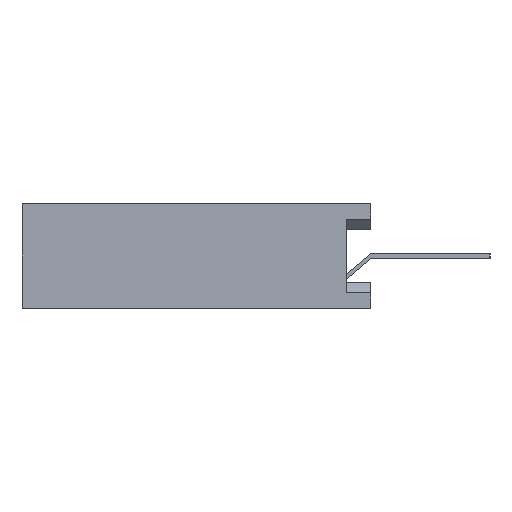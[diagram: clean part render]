
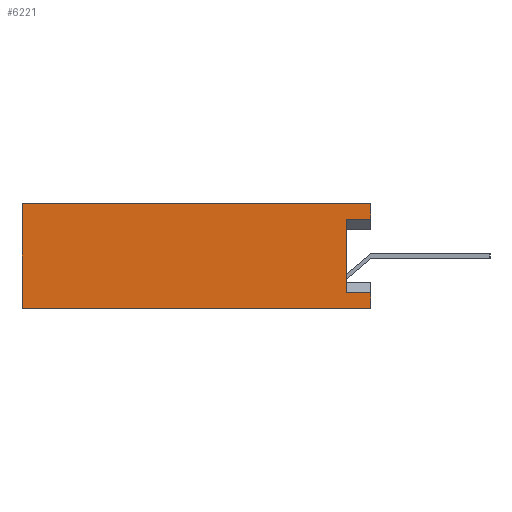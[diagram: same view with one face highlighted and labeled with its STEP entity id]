
A CAD part, left-side view. The second image highlights one B-rep face of the part: STEP entity #6221.
In plain terms, the highlighted planar face has unit normal (-1, 0, 0).
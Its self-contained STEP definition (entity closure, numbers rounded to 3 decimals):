
#47 = PLANE('',#48);
#48 = AXIS2_PLACEMENT_3D('',#49,#50,#51);
#49 = CARTESIAN_POINT('',(0.,0.,-1.27));
#50 = DIRECTION('',(0.,0.,1.));
#51 = DIRECTION('',(1.,0.,-0.));
#128 = VERTEX_POINT('',#129);
#129 = CARTESIAN_POINT('',(-12.7,4.25,-1.27));
#143 = PLANE('',#144);
#144 = AXIS2_PLACEMENT_3D('',#145,#146,#147);
#145 = CARTESIAN_POINT('',(12.7,4.25,-1.27));
#146 = DIRECTION('',(0.,1.,0.));
#147 = DIRECTION('',(-1.,0.,0.));
#155 = EDGE_CURVE('',#128,#156,#158,.T.);
#156 = VERTEX_POINT('',#157);
#157 = CARTESIAN_POINT('',(-12.7,-4.25,-1.27));
#158 = SURFACE_CURVE('',#159,(#163,#170),.PCURVE_S1.);
#159 = LINE('',#160,#161);
#160 = CARTESIAN_POINT('',(-12.7,4.25,-1.27));
#161 = VECTOR('',#162,1.);
#162 = DIRECTION('',(0.,-1.,0.));
#163 = PCURVE('',#47,#164);
#164 = DEFINITIONAL_REPRESENTATION('',(#165),#169);
#165 = LINE('',#166,#167);
#166 = CARTESIAN_POINT('',(-12.7,4.25));
#167 = VECTOR('',#168,1.);
#168 = DIRECTION('',(0.,-1.));
#169 = ( GEOMETRIC_REPRESENTATION_CONTEXT(2) 
PARAMETRIC_REPRESENTATION_CONTEXT() REPRESENTATION_CONTEXT('2D SPACE',''
  ) );
#170 = PCURVE('',#171,#176);
#171 = PLANE('',#172);
#172 = AXIS2_PLACEMENT_3D('',#173,#174,#175);
#173 = CARTESIAN_POINT('',(-12.7,4.25,-1.27));
#174 = DIRECTION('',(-1.,0.,0.));
#175 = DIRECTION('',(0.,-1.,0.));
#176 = DEFINITIONAL_REPRESENTATION('',(#177),#181);
#177 = LINE('',#178,#179);
#178 = CARTESIAN_POINT('',(0.,0.));
#179 = VECTOR('',#180,1.);
#180 = DIRECTION('',(1.,0.));
#181 = ( GEOMETRIC_REPRESENTATION_CONTEXT(2) 
PARAMETRIC_REPRESENTATION_CONTEXT() REPRESENTATION_CONTEXT('2D SPACE',''
  ) );
#199 = PLANE('',#200);
#200 = AXIS2_PLACEMENT_3D('',#201,#202,#203);
#201 = CARTESIAN_POINT('',(-12.7,-4.25,-1.27));
#202 = DIRECTION('',(0.,-1.,0.));
#203 = DIRECTION('',(1.,0.,0.));
#2678 = PLANE('',#2679);
#2679 = AXIS2_PLACEMENT_3D('',#2680,#2681,#2682);
#2680 = CARTESIAN_POINT('',(0.,0.,1.27));
#2681 = DIRECTION('',(0.,0.,1.));
#2682 = DIRECTION('',(1.,0.,-0.));
#2765 = PLANE('',#2766);
#2766 = AXIS2_PLACEMENT_3D('',#2767,#2768,#2769);
#2767 = CARTESIAN_POINT('',(-12.7,-4.25,-0.9));
#2768 = DIRECTION('',(0.707,0.,-0.707));
#2769 = DIRECTION('',(0.707,0.,0.707));
#2793 = PLANE('',#2794);
#2794 = AXIS2_PLACEMENT_3D('',#2795,#2796,#2797);
#2795 = CARTESIAN_POINT('',(-12.7,-3.65,-1.27));
#2796 = DIRECTION('',(0.,-1.,0.));
#2797 = DIRECTION('',(1.,0.,0.));
#4410 = EDGE_CURVE('',#156,#4411,#4413,.T.);
#4411 = VERTEX_POINT('',#4412);
#4412 = CARTESIAN_POINT('',(-12.7,-4.25,-0.9));
#4413 = SURFACE_CURVE('',#4414,(#4418,#4425),.PCURVE_S1.);
#4414 = LINE('',#4415,#4416);
#4415 = CARTESIAN_POINT('',(-12.7,-4.25,-1.27));
#4416 = VECTOR('',#4417,1.);
#4417 = DIRECTION('',(0.,0.,1.));
#4418 = PCURVE('',#199,#4419);
#4419 = DEFINITIONAL_REPRESENTATION('',(#4420),#4424);
#4420 = LINE('',#4421,#4422);
#4421 = CARTESIAN_POINT('',(0.,0.));
#4422 = VECTOR('',#4423,1.);
#4423 = DIRECTION('',(0.,1.));
#4424 = ( GEOMETRIC_REPRESENTATION_CONTEXT(2) 
PARAMETRIC_REPRESENTATION_CONTEXT() REPRESENTATION_CONTEXT('2D SPACE',''
  ) );
#4425 = PCURVE('',#171,#4426);
#4426 = DEFINITIONAL_REPRESENTATION('',(#4427),#4431);
#4427 = LINE('',#4428,#4429);
#4428 = CARTESIAN_POINT('',(8.5,0.));
#4429 = VECTOR('',#4430,1.);
#4430 = DIRECTION('',(0.,1.));
#4431 = ( GEOMETRIC_REPRESENTATION_CONTEXT(2) 
PARAMETRIC_REPRESENTATION_CONTEXT() REPRESENTATION_CONTEXT('2D SPACE',''
  ) );
#4480 = EDGE_CURVE('',#4481,#4483,#4485,.T.);
#4481 = VERTEX_POINT('',#4482);
#4482 = CARTESIAN_POINT('',(-12.7,-4.25,0.9));
#4483 = VERTEX_POINT('',#4484);
#4484 = CARTESIAN_POINT('',(-12.7,-4.25,1.27));
#4485 = SURFACE_CURVE('',#4486,(#4490,#4502),.PCURVE_S1.);
#4486 = LINE('',#4487,#4488);
#4487 = CARTESIAN_POINT('',(-12.7,-4.25,0.9));
#4488 = VECTOR('',#4489,1.);
#4489 = DIRECTION('',(0.,0.,1.));
#4490 = PCURVE('',#4491,#4496);
#4491 = PLANE('',#4492);
#4492 = AXIS2_PLACEMENT_3D('',#4493,#4494,#4495);
#4493 = CARTESIAN_POINT('',(-12.7,-4.25,-1.27));
#4494 = DIRECTION('',(0.,-1.,0.));
#4495 = DIRECTION('',(1.,0.,0.));
#4496 = DEFINITIONAL_REPRESENTATION('',(#4497),#4501);
#4497 = LINE('',#4498,#4499);
#4498 = CARTESIAN_POINT('',(0.,2.17));
#4499 = VECTOR('',#4500,1.);
#4500 = DIRECTION('',(0.,1.));
#4501 = ( GEOMETRIC_REPRESENTATION_CONTEXT(2) 
PARAMETRIC_REPRESENTATION_CONTEXT() REPRESENTATION_CONTEXT('2D SPACE',''
  ) );
#4502 = PCURVE('',#171,#4503);
#4503 = DEFINITIONAL_REPRESENTATION('',(#4504),#4508);
#4504 = LINE('',#4505,#4506);
#4505 = CARTESIAN_POINT('',(8.5,2.17));
#4506 = VECTOR('',#4507,1.);
#4507 = DIRECTION('',(0.,1.));
#4508 = ( GEOMETRIC_REPRESENTATION_CONTEXT(2) 
PARAMETRIC_REPRESENTATION_CONTEXT() REPRESENTATION_CONTEXT('2D SPACE',''
  ) );
#4603 = PLANE('',#4604);
#4604 = AXIS2_PLACEMENT_3D('',#4605,#4606,#4607);
#4605 = CARTESIAN_POINT('',(-12.45,-4.25,0.65));
#4606 = DIRECTION('',(0.707,0.,0.707));
#4607 = DIRECTION('',(-0.707,0.,0.707));
#6221 = ADVANCED_FACE('',(#6222),#171,.T.);
#6222 = FACE_BOUND('',#6223,.F.);
#6223 = EDGE_LOOP('',(#6224,#6225,#6226,#6249,#6270,#6271,#6294,#6317));
#6224 = ORIENTED_EDGE('',*,*,#4410,.F.);
#6225 = ORIENTED_EDGE('',*,*,#155,.F.);
#6226 = ORIENTED_EDGE('',*,*,#6227,.T.);
#6227 = EDGE_CURVE('',#128,#6228,#6230,.T.);
#6228 = VERTEX_POINT('',#6229);
#6229 = CARTESIAN_POINT('',(-12.7,4.25,1.27));
#6230 = SURFACE_CURVE('',#6231,(#6235,#6242),.PCURVE_S1.);
#6231 = LINE('',#6232,#6233);
#6232 = CARTESIAN_POINT('',(-12.7,4.25,-1.27));
#6233 = VECTOR('',#6234,1.);
#6234 = DIRECTION('',(0.,0.,1.));
#6235 = PCURVE('',#171,#6236);
#6236 = DEFINITIONAL_REPRESENTATION('',(#6237),#6241);
#6237 = LINE('',#6238,#6239);
#6238 = CARTESIAN_POINT('',(0.,0.));
#6239 = VECTOR('',#6240,1.);
#6240 = DIRECTION('',(0.,1.));
#6241 = ( GEOMETRIC_REPRESENTATION_CONTEXT(2) 
PARAMETRIC_REPRESENTATION_CONTEXT() REPRESENTATION_CONTEXT('2D SPACE',''
  ) );
#6242 = PCURVE('',#143,#6243);
#6243 = DEFINITIONAL_REPRESENTATION('',(#6244),#6248);
#6244 = LINE('',#6245,#6246);
#6245 = CARTESIAN_POINT('',(25.4,0.));
#6246 = VECTOR('',#6247,1.);
#6247 = DIRECTION('',(0.,1.));
#6248 = ( GEOMETRIC_REPRESENTATION_CONTEXT(2) 
PARAMETRIC_REPRESENTATION_CONTEXT() REPRESENTATION_CONTEXT('2D SPACE',''
  ) );
#6249 = ORIENTED_EDGE('',*,*,#6250,.T.);
#6250 = EDGE_CURVE('',#6228,#4483,#6251,.T.);
#6251 = SURFACE_CURVE('',#6252,(#6256,#6263),.PCURVE_S1.);
#6252 = LINE('',#6253,#6254);
#6253 = CARTESIAN_POINT('',(-12.7,4.25,1.27));
#6254 = VECTOR('',#6255,1.);
#6255 = DIRECTION('',(0.,-1.,0.));
#6256 = PCURVE('',#171,#6257);
#6257 = DEFINITIONAL_REPRESENTATION('',(#6258),#6262);
#6258 = LINE('',#6259,#6260);
#6259 = CARTESIAN_POINT('',(0.,2.54));
#6260 = VECTOR('',#6261,1.);
#6261 = DIRECTION('',(1.,0.));
#6262 = ( GEOMETRIC_REPRESENTATION_CONTEXT(2) 
PARAMETRIC_REPRESENTATION_CONTEXT() REPRESENTATION_CONTEXT('2D SPACE',''
  ) );
#6263 = PCURVE('',#2678,#6264);
#6264 = DEFINITIONAL_REPRESENTATION('',(#6265),#6269);
#6265 = LINE('',#6266,#6267);
#6266 = CARTESIAN_POINT('',(-12.7,4.25));
#6267 = VECTOR('',#6268,1.);
#6268 = DIRECTION('',(0.,-1.));
#6269 = ( GEOMETRIC_REPRESENTATION_CONTEXT(2) 
PARAMETRIC_REPRESENTATION_CONTEXT() REPRESENTATION_CONTEXT('2D SPACE',''
  ) );
#6270 = ORIENTED_EDGE('',*,*,#4480,.F.);
#6271 = ORIENTED_EDGE('',*,*,#6272,.T.);
#6272 = EDGE_CURVE('',#4481,#6273,#6275,.T.);
#6273 = VERTEX_POINT('',#6274);
#6274 = CARTESIAN_POINT('',(-12.7,-3.65,0.9));
#6275 = SURFACE_CURVE('',#6276,(#6280,#6287),.PCURVE_S1.);
#6276 = LINE('',#6277,#6278);
#6277 = CARTESIAN_POINT('',(-12.7,-4.25,0.9));
#6278 = VECTOR('',#6279,1.);
#6279 = DIRECTION('',(0.,1.,0.));
#6280 = PCURVE('',#171,#6281);
#6281 = DEFINITIONAL_REPRESENTATION('',(#6282),#6286);
#6282 = LINE('',#6283,#6284);
#6283 = CARTESIAN_POINT('',(8.5,2.17));
#6284 = VECTOR('',#6285,1.);
#6285 = DIRECTION('',(-1.,0.));
#6286 = ( GEOMETRIC_REPRESENTATION_CONTEXT(2) 
PARAMETRIC_REPRESENTATION_CONTEXT() REPRESENTATION_CONTEXT('2D SPACE',''
  ) );
#6287 = PCURVE('',#4603,#6288);
#6288 = DEFINITIONAL_REPRESENTATION('',(#6289),#6293);
#6289 = LINE('',#6290,#6291);
#6290 = CARTESIAN_POINT('',(0.354,0.));
#6291 = VECTOR('',#6292,1.);
#6292 = DIRECTION('',(0.,-1.));
#6293 = ( GEOMETRIC_REPRESENTATION_CONTEXT(2) 
PARAMETRIC_REPRESENTATION_CONTEXT() REPRESENTATION_CONTEXT('2D SPACE',''
  ) );
#6294 = ORIENTED_EDGE('',*,*,#6295,.F.);
#6295 = EDGE_CURVE('',#6296,#6273,#6298,.T.);
#6296 = VERTEX_POINT('',#6297);
#6297 = CARTESIAN_POINT('',(-12.7,-3.65,-0.9));
#6298 = SURFACE_CURVE('',#6299,(#6303,#6310),.PCURVE_S1.);
#6299 = LINE('',#6300,#6301);
#6300 = CARTESIAN_POINT('',(-12.7,-3.65,-0.9));
#6301 = VECTOR('',#6302,1.);
#6302 = DIRECTION('',(0.,0.,1.));
#6303 = PCURVE('',#171,#6304);
#6304 = DEFINITIONAL_REPRESENTATION('',(#6305),#6309);
#6305 = LINE('',#6306,#6307);
#6306 = CARTESIAN_POINT('',(7.9,0.37));
#6307 = VECTOR('',#6308,1.);
#6308 = DIRECTION('',(0.,1.));
#6309 = ( GEOMETRIC_REPRESENTATION_CONTEXT(2) 
PARAMETRIC_REPRESENTATION_CONTEXT() REPRESENTATION_CONTEXT('2D SPACE',''
  ) );
#6310 = PCURVE('',#2793,#6311);
#6311 = DEFINITIONAL_REPRESENTATION('',(#6312),#6316);
#6312 = LINE('',#6313,#6314);
#6313 = CARTESIAN_POINT('',(0.,0.37));
#6314 = VECTOR('',#6315,1.);
#6315 = DIRECTION('',(0.,1.));
#6316 = ( GEOMETRIC_REPRESENTATION_CONTEXT(2) 
PARAMETRIC_REPRESENTATION_CONTEXT() REPRESENTATION_CONTEXT('2D SPACE',''
  ) );
#6317 = ORIENTED_EDGE('',*,*,#6318,.F.);
#6318 = EDGE_CURVE('',#4411,#6296,#6319,.T.);
#6319 = SURFACE_CURVE('',#6320,(#6324,#6331),.PCURVE_S1.);
#6320 = LINE('',#6321,#6322);
#6321 = CARTESIAN_POINT('',(-12.7,-4.25,-0.9));
#6322 = VECTOR('',#6323,1.);
#6323 = DIRECTION('',(0.,1.,0.));
#6324 = PCURVE('',#171,#6325);
#6325 = DEFINITIONAL_REPRESENTATION('',(#6326),#6330);
#6326 = LINE('',#6327,#6328);
#6327 = CARTESIAN_POINT('',(8.5,0.37));
#6328 = VECTOR('',#6329,1.);
#6329 = DIRECTION('',(-1.,0.));
#6330 = ( GEOMETRIC_REPRESENTATION_CONTEXT(2) 
PARAMETRIC_REPRESENTATION_CONTEXT() REPRESENTATION_CONTEXT('2D SPACE',''
  ) );
#6331 = PCURVE('',#2765,#6332);
#6332 = DEFINITIONAL_REPRESENTATION('',(#6333),#6337);
#6333 = LINE('',#6334,#6335);
#6334 = CARTESIAN_POINT('',(0.,0.));
#6335 = VECTOR('',#6336,1.);
#6336 = DIRECTION('',(0.,-1.));
#6337 = ( GEOMETRIC_REPRESENTATION_CONTEXT(2) 
PARAMETRIC_REPRESENTATION_CONTEXT() REPRESENTATION_CONTEXT('2D SPACE',''
  ) );
